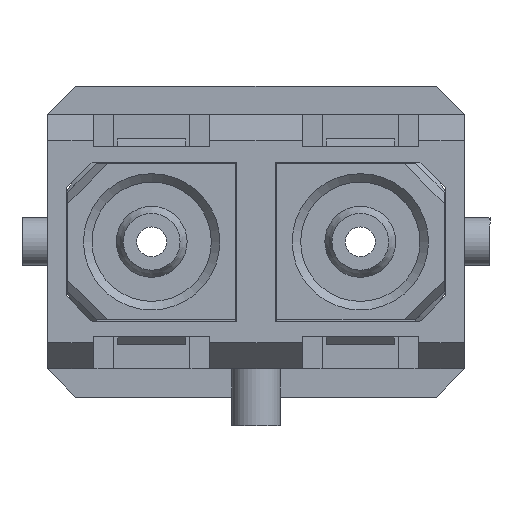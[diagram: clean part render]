
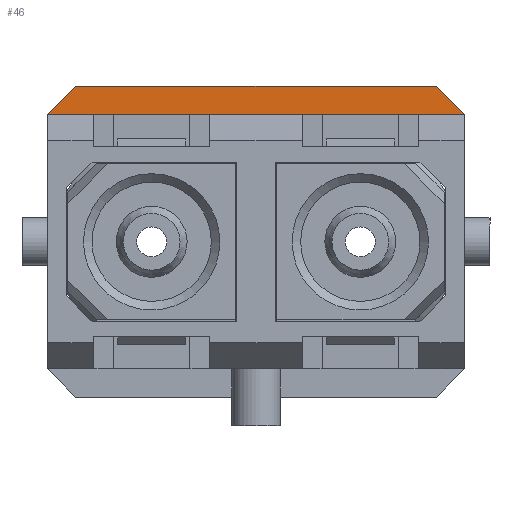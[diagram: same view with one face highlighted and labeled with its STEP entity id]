
A CAD part, front view. The second image highlights one B-rep face of the part: STEP entity #46.
In plain terms, the highlighted planar face has unit normal (0, -1, 0).
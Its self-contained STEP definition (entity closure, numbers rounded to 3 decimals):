
#46 = ADVANCED_FACE ( 'NONE', ( #1139 ), #3647, .T. ) ;
#264 = CARTESIAN_POINT ( 'NONE',  ( -6.675, -1.5, 1.675 ) ) ;
#427 = CARTESIAN_POINT ( 'NONE',  ( 6.675, -1.5, 33.612 ) ) ;
#429 = DIRECTION ( 'NONE',  ( 0., 0., 1. ) ) ;
#488 = ORIENTED_EDGE ( 'NONE', *, *, #8486, .F. ) ;
#639 = ORIENTED_EDGE ( 'NONE', *, *, #8203, .T. ) ;
#768 = DIRECTION ( 'NONE',  ( 0., 0., -1. ) ) ;
#805 = VECTOR ( 'NONE', #7436, 1000. ) ;
#879 = VECTOR ( 'NONE', #5849, 1000. ) ;
#890 = EDGE_LOOP ( 'NONE', ( #6513, #8326, #639, #6887, #6745, #4740, #898, #9143, #6896, #488, #8608, #4211, #6654, #1449 ) ) ;
#898 = ORIENTED_EDGE ( 'NONE', *, *, #4691, .F. ) ;
#924 = VECTOR ( 'NONE', #3973, 1000. ) ;
#1038 = CARTESIAN_POINT ( 'NONE',  ( 6.675, -1.5, 4.135 ) ) ;
#1049 = CARTESIAN_POINT ( 'NONE',  ( -22.802, -1.5, 33.612 ) ) ;
#1072 = DIRECTION ( 'NONE',  ( 0.707, 0., 0.707 ) ) ;
#1139 = FACE_OUTER_BOUND ( 'NONE', #890, .T. ) ;
#1228 = EDGE_CURVE ( 'NONE', #4944, #4000, #2762, .T. ) ;
#1336 = LINE ( 'NONE', #1559, #879 ) ;
#1397 = CARTESIAN_POINT ( 'NONE',  ( -6.675, -1.5, 2.8 ) ) ;
#1449 = ORIENTED_EDGE ( 'NONE', *, *, #4311, .F. ) ;
#1559 = CARTESIAN_POINT ( 'NONE',  ( -7.34, -1.5, 33.612 ) ) ;
#1777 = CARTESIAN_POINT ( 'NONE',  ( -6.675, -1.5, 4.135 ) ) ;
#1981 = EDGE_CURVE ( 'NONE', #4425, #3075, #3740, .T. ) ;
#2006 = CARTESIAN_POINT ( 'NONE',  ( -6.34, -1.5, 5.47 ) ) ;
#2368 = VECTOR ( 'NONE', #1072, 1000. ) ;
#2762 = LINE ( 'NONE', #4528, #6338 ) ;
#2801 = VECTOR ( 'NONE', #4773, 1000. ) ;
#2956 = CARTESIAN_POINT ( 'NONE',  ( 6.675, -1.5, 33.612 ) ) ;
#3023 = LINE ( 'NONE', #4446, #2801 ) ;
#3046 = LINE ( 'NONE', #7808, #8690 ) ;
#3075 = VERTEX_POINT ( 'NONE', #8537 ) ;
#3090 = VECTOR ( 'NONE', #429, 1000. ) ;
#3372 = VECTOR ( 'NONE', #7124, 1000. ) ;
#3451 = EDGE_CURVE ( 'NONE', #3548, #3075, #3023, .T. ) ;
#3512 = AXIS2_PLACEMENT_3D ( 'NONE', #5788, #8567, #4368 ) ;
#3545 = EDGE_CURVE ( 'NONE', #6474, #8384, #8106, .T. ) ;
#3548 = VERTEX_POINT ( 'NONE', #7350 ) ;
#3647 = PLANE ( 'NONE',  #3512 ) ;
#3740 = LINE ( 'NONE', #5151, #5440 ) ;
#3915 = VERTEX_POINT ( 'NONE', #7527 ) ;
#3937 = VERTEX_POINT ( 'NONE', #7927 ) ;
#3973 = DIRECTION ( 'NONE',  ( 0., 0., -1. ) ) ;
#4000 = VERTEX_POINT ( 'NONE', #5184 ) ;
#4047 = CARTESIAN_POINT ( 'NONE',  ( 6.34, -1.5, 5.47 ) ) ;
#4211 = ORIENTED_EDGE ( 'NONE', *, *, #5053, .T. ) ;
#4311 = EDGE_CURVE ( 'NONE', #3548, #6046, #6615, .T. ) ;
#4335 = EDGE_CURVE ( 'NONE', #4946, #3915, #6200, .T. ) ;
#4368 = DIRECTION ( 'NONE',  ( 1., 0., 0. ) ) ;
#4425 = VERTEX_POINT ( 'NONE', #4047 ) ;
#4446 = CARTESIAN_POINT ( 'NONE',  ( 7.34, -1.5, 33.612 ) ) ;
#4528 = CARTESIAN_POINT ( 'NONE',  ( 22.802, -1.5, 33.612 ) ) ;
#4598 = CARTESIAN_POINT ( 'NONE',  ( 6.675, -1.5, 1.675 ) ) ;
#4643 = CARTESIAN_POINT ( 'NONE',  ( 42.273, -1.5, 4.47 ) ) ;
#4691 = EDGE_CURVE ( 'NONE', #5784, #8384, #3046, .T. ) ;
#4740 = ORIENTED_EDGE ( 'NONE', *, *, #3545, .T. ) ;
#4751 = LINE ( 'NONE', #427, #924 ) ;
#4770 = EDGE_CURVE ( 'NONE', #6046, #3937, #7594, .T. ) ;
#4773 = DIRECTION ( 'NONE',  ( 0., 0., 1. ) ) ;
#4944 = VERTEX_POINT ( 'NONE', #1777 ) ;
#4946 = VERTEX_POINT ( 'NONE', #1038 ) ;
#5053 = EDGE_CURVE ( 'NONE', #4946, #3937, #4751, .T. ) ;
#5151 = CARTESIAN_POINT ( 'NONE',  ( -21.802, -1.5, 33.612 ) ) ;
#5161 = DIRECTION ( 'NONE',  ( 0.707, 0., -0.707 ) ) ;
#5184 = CARTESIAN_POINT ( 'NONE',  ( -6.34, -1.5, 4.47 ) ) ;
#5347 = DIRECTION ( 'NONE',  ( -1., 0., 0. ) ) ;
#5402 = CARTESIAN_POINT ( 'NONE',  ( 42.273, -1.5, 54.083 ) ) ;
#5440 = VECTOR ( 'NONE', #5161, 1000. ) ;
#5512 = LINE ( 'NONE', #6422, #3372 ) ;
#5784 = VERTEX_POINT ( 'NONE', #1397 ) ;
#5788 = CARTESIAN_POINT ( 'NONE',  ( 7.719, -1.5, 5.577 ) ) ;
#5849 = DIRECTION ( 'NONE',  ( 0., 0., -1. ) ) ;
#5976 = VECTOR ( 'NONE', #6746, 1000. ) ;
#6046 = VERTEX_POINT ( 'NONE', #4598 ) ;
#6064 = CARTESIAN_POINT ( 'NONE',  ( 42.273, -1.5, 1.675 ) ) ;
#6200 = LINE ( 'NONE', #1049, #5976 ) ;
#6256 = VERTEX_POINT ( 'NONE', #2006 ) ;
#6338 = VECTOR ( 'NONE', #7320, 1000. ) ;
#6422 = CARTESIAN_POINT ( 'NONE',  ( 42.273, -1.5, 5.47 ) ) ;
#6474 = VERTEX_POINT ( 'NONE', #8616 ) ;
#6513 = ORIENTED_EDGE ( 'NONE', *, *, #3451, .T. ) ;
#6615 = LINE ( 'NONE', #6064, #8023 ) ;
#6654 = ORIENTED_EDGE ( 'NONE', *, *, #4770, .F. ) ;
#6745 = ORIENTED_EDGE ( 'NONE', *, *, #8893, .T. ) ;
#6746 = DIRECTION ( 'NONE',  ( -0.707, 0., 0.707 ) ) ;
#6754 = EDGE_CURVE ( 'NONE', #5784, #4944, #7098, .T. ) ;
#6887 = ORIENTED_EDGE ( 'NONE', *, *, #7902, .F. ) ;
#6896 = ORIENTED_EDGE ( 'NONE', *, *, #1228, .T. ) ;
#6905 = LINE ( 'NONE', #4643, #8756 ) ;
#7098 = LINE ( 'NONE', #8183, #3090 ) ;
#7124 = DIRECTION ( 'NONE',  ( -1., 0., 0. ) ) ;
#7320 = DIRECTION ( 'NONE',  ( 0.707, 0., 0.707 ) ) ;
#7350 = CARTESIAN_POINT ( 'NONE',  ( 7.34, -1.5, 1.675 ) ) ;
#7387 = VECTOR ( 'NONE', #8615, 1000. ) ;
#7409 = CARTESIAN_POINT ( 'NONE',  ( 42.273, -1.5, 1.675 ) ) ;
#7436 = DIRECTION ( 'NONE',  ( 1., 0., 0. ) ) ;
#7461 = DIRECTION ( 'NONE',  ( -1., 0., 0. ) ) ;
#7527 = CARTESIAN_POINT ( 'NONE',  ( 6.34, -1.5, 4.47 ) ) ;
#7594 = LINE ( 'NONE', #2956, #7387 ) ;
#7778 = LINE ( 'NONE', #5402, #2368 ) ;
#7808 = CARTESIAN_POINT ( 'NONE',  ( -6.675, -1.5, 33.612 ) ) ;
#7902 = EDGE_CURVE ( 'NONE', #7931, #6256, #7778, .T. ) ;
#7927 = CARTESIAN_POINT ( 'NONE',  ( 6.675, -1.5, 2.8 ) ) ;
#7931 = VERTEX_POINT ( 'NONE', #8185 ) ;
#8023 = VECTOR ( 'NONE', #5347, 1000. ) ;
#8106 = LINE ( 'NONE', #7409, #805 ) ;
#8183 = CARTESIAN_POINT ( 'NONE',  ( -6.675, -1.5, 33.612 ) ) ;
#8185 = CARTESIAN_POINT ( 'NONE',  ( -7.34, -1.5, 4.47 ) ) ;
#8203 = EDGE_CURVE ( 'NONE', #4425, #6256, #5512, .T. ) ;
#8326 = ORIENTED_EDGE ( 'NONE', *, *, #1981, .F. ) ;
#8384 = VERTEX_POINT ( 'NONE', #264 ) ;
#8486 = EDGE_CURVE ( 'NONE', #3915, #4000, #6905, .T. ) ;
#8537 = CARTESIAN_POINT ( 'NONE',  ( 7.34, -1.5, 4.47 ) ) ;
#8567 = DIRECTION ( 'NONE',  ( 0., -1., 0. ) ) ;
#8608 = ORIENTED_EDGE ( 'NONE', *, *, #4335, .F. ) ;
#8615 = DIRECTION ( 'NONE',  ( 0., 0., 1. ) ) ;
#8616 = CARTESIAN_POINT ( 'NONE',  ( -7.34, -1.5, 1.675 ) ) ;
#8690 = VECTOR ( 'NONE', #768, 1000. ) ;
#8756 = VECTOR ( 'NONE', #7461, 1000. ) ;
#8893 = EDGE_CURVE ( 'NONE', #7931, #6474, #1336, .T. ) ;
#9143 = ORIENTED_EDGE ( 'NONE', *, *, #6754, .T. ) ;
